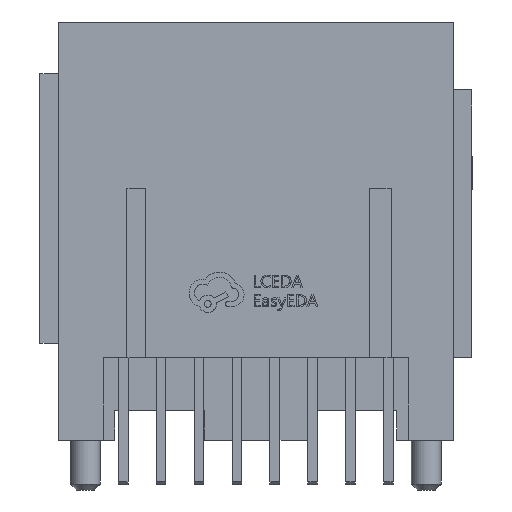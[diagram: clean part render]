
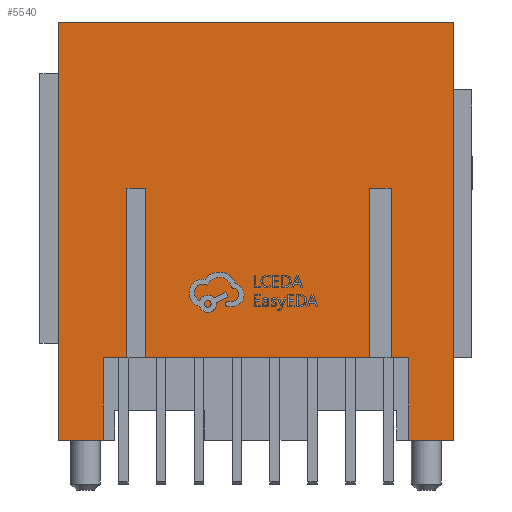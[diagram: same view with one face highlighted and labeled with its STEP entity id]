
A CAD part, front view. The second image highlights one B-rep face of the part: STEP entity #5540.
In plain terms, the highlighted planar face has unit normal (0, -1, 0).
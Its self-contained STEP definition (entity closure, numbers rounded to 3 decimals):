
#244 = ORIENTED_EDGE ( 'NONE', *, *, #12330, .T. ) ;
#897 = LINE ( 'NONE', #3821, #24952 ) ;
#1010 = VERTEX_POINT ( 'NONE', #1631 ) ;
#1097 = VECTOR ( 'NONE', #2343, 1000. ) ;
#1631 = CARTESIAN_POINT ( 'NONE',  ( -10.245, -10.275, -5.55 ) ) ;
#2032 = ORIENTED_EDGE ( 'NONE', *, *, #30808, .T. ) ;
#2343 = DIRECTION ( 'NONE',  ( 0., 0., -1. ) ) ;
#2671 = VECTOR ( 'NONE', #13694, 1000. ) ;
#2896 = ORIENTED_EDGE ( 'NONE', *, *, #30517, .F. ) ;
#3047 = LINE ( 'NONE', #7259, #14172 ) ;
#3517 = ORIENTED_EDGE ( 'NONE', *, *, #5671, .F. ) ;
#3557 = VECTOR ( 'NONE', #3983, 1000. ) ;
#3620 = VERTEX_POINT ( 'NONE', #28168 ) ;
#3690 = LINE ( 'NONE', #22696, #3557 ) ;
#3795 = LINE ( 'NONE', #17669, #25966 ) ;
#3821 = CARTESIAN_POINT ( 'NONE',  ( -10.245, -10.275, -5.55 ) ) ;
#3825 = ORIENTED_EDGE ( 'NONE', *, *, #30265, .T. ) ;
#3983 = DIRECTION ( 'NONE',  ( 0., 0., -1. ) ) ;
#4085 = EDGE_CURVE ( 'NONE', #5083, #1010, #29170, .T. ) ;
#4094 = EDGE_CURVE ( 'NONE', #23842, #13325, #17467, .T. ) ;
#4136 = EDGE_CURVE ( 'NONE', #13325, #25720, #19973, .T. ) ;
#4505 = VERTEX_POINT ( 'NONE', #9766 ) ;
#4687 = CARTESIAN_POINT ( 'NONE',  ( -13.245, -10.275, 0. ) ) ;
#4965 = ORIENTED_EDGE ( 'NONE', *, *, #4094, .T. ) ;
#5052 = VECTOR ( 'NONE', #11422, 1000. ) ;
#5083 = VERTEX_POINT ( 'NONE', #20953 ) ;
#5458 = VECTOR ( 'NONE', #27101, 1000. ) ;
#5499 = DIRECTION ( 'NONE',  ( 0., 0., 1. ) ) ;
#5540 = ADVANCED_FACE ( 'NONE', ( #14909 ), #24407, .T. ) ;
#5664 = CARTESIAN_POINT ( 'NONE',  ( -13.245, -10.275, 11.35 ) ) ;
#5671 = EDGE_CURVE ( 'NONE', #30364, #25367, #3047, .T. ) ;
#5728 = VECTOR ( 'NONE', #15890, 1000. ) ;
#5912 = ORIENTED_EDGE ( 'NONE', *, *, #17367, .T. ) ;
#6956 = VECTOR ( 'NONE', #12349, 1000. ) ;
#7259 = CARTESIAN_POINT ( 'NONE',  ( -7.39, -10.275, -8.88 ) ) ;
#7535 = EDGE_CURVE ( 'NONE', #20709, #5083, #21016, .T. ) ;
#7821 = CARTESIAN_POINT ( 'NONE',  ( -10.245, -10.275, 0. ) ) ;
#7976 = CARTESIAN_POINT ( 'NONE',  ( 10.245, -10.275, 0. ) ) ;
#8004 = DIRECTION ( 'NONE',  ( 1., 0., 0. ) ) ;
#8397 = VECTOR ( 'NONE', #15897, 1000. ) ;
#8470 = VERTEX_POINT ( 'NONE', #11968 ) ;
#9196 = CARTESIAN_POINT ( 'NONE',  ( 9.068, -10.275, 11.35 ) ) ;
#9766 = CARTESIAN_POINT ( 'NONE',  ( 13.245, -10.275, 22.5 ) ) ;
#9941 = VERTEX_POINT ( 'NONE', #28227 ) ;
#10568 = VECTOR ( 'NONE', #8004, 1000. ) ;
#10703 = CARTESIAN_POINT ( 'NONE',  ( 10.245, -10.275, 0. ) ) ;
#11161 = AXIS2_PLACEMENT_3D ( 'NONE', #10703, #20373, #27187 ) ;
#11422 = DIRECTION ( 'NONE',  ( -1., 0., 0. ) ) ;
#11968 = CARTESIAN_POINT ( 'NONE',  ( -8.641, -10.275, 11.35 ) ) ;
#12330 = EDGE_CURVE ( 'NONE', #8470, #25367, #18049, .T. ) ;
#12349 = DIRECTION ( 'NONE',  ( 0., 0., -1. ) ) ;
#12784 = CARTESIAN_POINT ( 'NONE',  ( 10.245, -10.275, -5.55 ) ) ;
#13159 = LINE ( 'NONE', #30145, #5052 ) ;
#13289 = DIRECTION ( 'NONE',  ( 1., 0., 0. ) ) ;
#13325 = VERTEX_POINT ( 'NONE', #12784 ) ;
#13694 = DIRECTION ( 'NONE',  ( 1., 0., 0. ) ) ;
#14172 = VECTOR ( 'NONE', #14585, 1000. ) ;
#14585 = DIRECTION ( 'NONE',  ( 0., 0., 1. ) ) ;
#14693 = LINE ( 'NONE', #27267, #21884 ) ;
#14909 = FACE_OUTER_BOUND ( 'NONE', #16177, .T. ) ;
#15552 = LINE ( 'NONE', #25044, #21022 ) ;
#15890 = DIRECTION ( 'NONE',  ( -1., 0., 0. ) ) ;
#15897 = DIRECTION ( 'NONE',  ( 0., 0., 1. ) ) ;
#16079 = CARTESIAN_POINT ( 'NONE',  ( -8.641, -10.275, -8.88 ) ) ;
#16177 = EDGE_LOOP ( 'NONE', ( #16624, #25005, #24456, #2896, #18376, #20700, #3825, #244, #3517, #28938, #5912, #2032, #20074, #26772, #4965, #29882 ) ) ;
#16273 = CARTESIAN_POINT ( 'NONE',  ( 7.643, -10.275, 11.35 ) ) ;
#16624 = ORIENTED_EDGE ( 'NONE', *, *, #25881, .F. ) ;
#16777 = EDGE_CURVE ( 'NONE', #30554, #9941, #28045, .T. ) ;
#17367 = EDGE_CURVE ( 'NONE', #3620, #30634, #15552, .T. ) ;
#17467 = LINE ( 'NONE', #7976, #5458 ) ;
#17661 = CARTESIAN_POINT ( 'NONE',  ( 10.245, -10.275, 0. ) ) ;
#17669 = CARTESIAN_POINT ( 'NONE',  ( -13.245, -10.275, 22.5 ) ) ;
#17781 = CARTESIAN_POINT ( 'NONE',  ( 0., -10.275, 0. ) ) ;
#18049 = LINE ( 'NONE', #30540, #2671 ) ;
#18202 = VERTEX_POINT ( 'NONE', #9196 ) ;
#18376 = ORIENTED_EDGE ( 'NONE', *, *, #4085, .F. ) ;
#18477 = CARTESIAN_POINT ( 'NONE',  ( -8.641, -10.275, 0. ) ) ;
#19682 = EDGE_CURVE ( 'NONE', #3620, #30364, #20139, .T. ) ;
#19812 = CARTESIAN_POINT ( 'NONE',  ( 10.245, -10.275, -5.55 ) ) ;
#19973 = LINE ( 'NONE', #19812, #24364 ) ;
#20074 = ORIENTED_EDGE ( 'NONE', *, *, #23060, .F. ) ;
#20139 = LINE ( 'NONE', #17781, #5728 ) ;
#20302 = VECTOR ( 'NONE', #21180, 1000. ) ;
#20373 = DIRECTION ( 'NONE',  ( 0., -1., 0. ) ) ;
#20434 = DIRECTION ( 'NONE',  ( 1., 0., 0. ) ) ;
#20700 = ORIENTED_EDGE ( 'NONE', *, *, #7535, .F. ) ;
#20709 = VERTEX_POINT ( 'NONE', #18477 ) ;
#20953 = CARTESIAN_POINT ( 'NONE',  ( -10.245, -10.275, 0. ) ) ;
#20998 = CARTESIAN_POINT ( 'NONE',  ( 9.068, -10.275, 0. ) ) ;
#21016 = LINE ( 'NONE', #30527, #20302 ) ;
#21022 = VECTOR ( 'NONE', #30369, 1000. ) ;
#21180 = DIRECTION ( 'NONE',  ( -1., 0., 0. ) ) ;
#21647 = CARTESIAN_POINT ( 'NONE',  ( 13.245, -10.275, -5.55 ) ) ;
#21660 = VERTEX_POINT ( 'NONE', #20998 ) ;
#21884 = VECTOR ( 'NONE', #5499, 1000. ) ;
#22430 = CARTESIAN_POINT ( 'NONE',  ( -7.39, -10.275, 0. ) ) ;
#22696 = CARTESIAN_POINT ( 'NONE',  ( 13.245, -10.275, 0. ) ) ;
#23060 = EDGE_CURVE ( 'NONE', #21660, #18202, #14693, .T. ) ;
#23842 = VERTEX_POINT ( 'NONE', #17661 ) ;
#24364 = VECTOR ( 'NONE', #20434, 1000. ) ;
#24407 = PLANE ( 'NONE',  #11161 ) ;
#24456 = ORIENTED_EDGE ( 'NONE', *, *, #16777, .T. ) ;
#24952 = VECTOR ( 'NONE', #30009, 1000. ) ;
#25005 = ORIENTED_EDGE ( 'NONE', *, *, #25102, .F. ) ;
#25044 = CARTESIAN_POINT ( 'NONE',  ( 7.643, -10.275, -8.88 ) ) ;
#25102 = EDGE_CURVE ( 'NONE', #30554, #4505, #3795, .T. ) ;
#25367 = VERTEX_POINT ( 'NONE', #28213 ) ;
#25720 = VERTEX_POINT ( 'NONE', #21647 ) ;
#25881 = EDGE_CURVE ( 'NONE', #4505, #25720, #3690, .T. ) ;
#25966 = VECTOR ( 'NONE', #13289, 1000. ) ;
#26772 = ORIENTED_EDGE ( 'NONE', *, *, #27051, .F. ) ;
#27051 = EDGE_CURVE ( 'NONE', #23842, #21660, #13159, .T. ) ;
#27101 = DIRECTION ( 'NONE',  ( 0., 0., -1. ) ) ;
#27187 = DIRECTION ( 'NONE',  ( 1., 0., 0. ) ) ;
#27267 = CARTESIAN_POINT ( 'NONE',  ( 9.068, -10.275, -8.88 ) ) ;
#27741 = LINE ( 'NONE', #16079, #8397 ) ;
#27796 = CARTESIAN_POINT ( 'NONE',  ( -13.245, -10.275, 22.5 ) ) ;
#28045 = LINE ( 'NONE', #4687, #1097 ) ;
#28168 = CARTESIAN_POINT ( 'NONE',  ( 7.643, -10.275, 0. ) ) ;
#28213 = CARTESIAN_POINT ( 'NONE',  ( -7.39, -10.275, 11.35 ) ) ;
#28227 = CARTESIAN_POINT ( 'NONE',  ( -13.245, -10.275, -5.55 ) ) ;
#28938 = ORIENTED_EDGE ( 'NONE', *, *, #19682, .F. ) ;
#29170 = LINE ( 'NONE', #7821, #6956 ) ;
#29346 = LINE ( 'NONE', #5664, #10568 ) ;
#29882 = ORIENTED_EDGE ( 'NONE', *, *, #4136, .T. ) ;
#30009 = DIRECTION ( 'NONE',  ( -1., 0., 0. ) ) ;
#30145 = CARTESIAN_POINT ( 'NONE',  ( 0., -10.275, 0. ) ) ;
#30265 = EDGE_CURVE ( 'NONE', #20709, #8470, #27741, .T. ) ;
#30364 = VERTEX_POINT ( 'NONE', #22430 ) ;
#30369 = DIRECTION ( 'NONE',  ( 0., 0., 1. ) ) ;
#30517 = EDGE_CURVE ( 'NONE', #1010, #9941, #897, .T. ) ;
#30527 = CARTESIAN_POINT ( 'NONE',  ( 0., -10.275, 0. ) ) ;
#30540 = CARTESIAN_POINT ( 'NONE',  ( -13.245, -10.275, 11.35 ) ) ;
#30554 = VERTEX_POINT ( 'NONE', #27796 ) ;
#30634 = VERTEX_POINT ( 'NONE', #16273 ) ;
#30808 = EDGE_CURVE ( 'NONE', #30634, #18202, #29346, .T. ) ;
